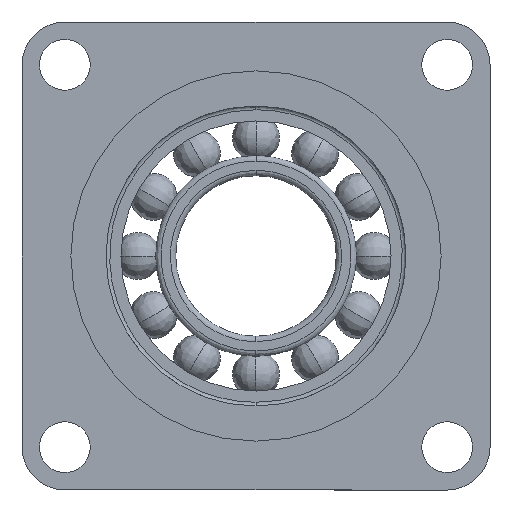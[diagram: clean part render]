
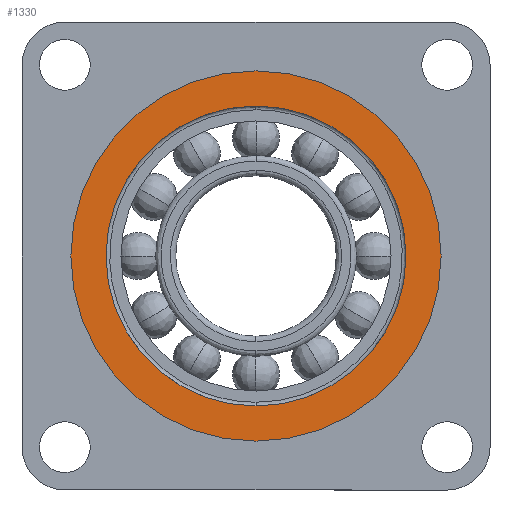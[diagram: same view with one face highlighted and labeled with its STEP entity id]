
A CAD part, left-side view. The second image highlights one B-rep face of the part: STEP entity #1330.
In plain terms, the highlighted planar face has unit normal (-1, 0, 0).
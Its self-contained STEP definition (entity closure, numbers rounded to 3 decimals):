
#207 = EDGE_CURVE ( 'NONE', #5316, #6623, #795, .T. ) ;
#236 = CARTESIAN_POINT ( 'NONE',  ( -63.7, 56.086, 0. ) ) ;
#629 = CARTESIAN_POINT ( 'NONE',  ( -63.7, 0., 0. ) ) ;
#795 = CIRCLE ( 'NONE', #6032, 56.086 ) ;
#1100 = DIRECTION ( 'NONE',  ( 1., 0., 0. ) ) ;
#1246 = ORIENTED_EDGE ( 'NONE', *, *, #3957, .T. ) ;
#1330 = ADVANCED_FACE ( 'NONE', ( #3914, #3778 ), #5219, .T. ) ;
#1364 = AXIS2_PLACEMENT_3D ( 'NONE', #1852, #1100, #4545 ) ;
#1510 = EDGE_CURVE ( 'NONE', #3600, #3838, #8799, .T. ) ;
#1736 = DIRECTION ( 'NONE',  ( -1., 0., 0. ) ) ;
#1852 = CARTESIAN_POINT ( 'NONE',  ( -63.7, 0., 0. ) ) ;
#2125 = DIRECTION ( 'NONE',  ( 1., 0., 0. ) ) ;
#2465 = CARTESIAN_POINT ( 'NONE',  ( -63.7, 0., -56.086 ) ) ;
#2827 = CIRCLE ( 'NONE', #8341, 69.229 ) ;
#3486 = CIRCLE ( 'NONE', #1364, 56.086 ) ;
#3571 = AXIS2_PLACEMENT_3D ( 'NONE', #236, #1736, #6769 ) ;
#3600 = VERTEX_POINT ( 'NONE', #3986 ) ;
#3778 = FACE_BOUND ( 'NONE', #5114, .T. ) ;
#3838 = VERTEX_POINT ( 'NONE', #7351 ) ;
#3914 = FACE_OUTER_BOUND ( 'NONE', #7326, .T. ) ;
#3957 = EDGE_CURVE ( 'NONE', #6623, #5316, #3486, .T. ) ;
#3986 = CARTESIAN_POINT ( 'NONE',  ( -63.7, 0., 69.229 ) ) ;
#4248 = CARTESIAN_POINT ( 'NONE',  ( -63.7, 0., 56.086 ) ) ;
#4545 = DIRECTION ( 'NONE',  ( 0., 0., -1. ) ) ;
#4739 = CARTESIAN_POINT ( 'NONE',  ( -63.7, 0., 0. ) ) ;
#4763 = AXIS2_PLACEMENT_3D ( 'NONE', #4739, #8914, #7507 ) ;
#4842 = CARTESIAN_POINT ( 'NONE',  ( -63.7, 0., 0. ) ) ;
#5114 = EDGE_LOOP ( 'NONE', ( #1246, #8290 ) ) ;
#5219 = PLANE ( 'NONE',  #3571 ) ;
#5316 = VERTEX_POINT ( 'NONE', #4248 ) ;
#6032 = AXIS2_PLACEMENT_3D ( 'NONE', #629, #2125, #7813 ) ;
#6586 = ORIENTED_EDGE ( 'NONE', *, *, #1510, .T. ) ;
#6623 = VERTEX_POINT ( 'NONE', #2465 ) ;
#6769 = DIRECTION ( 'NONE',  ( 0., 0., 1. ) ) ;
#6952 = DIRECTION ( 'NONE',  ( -1., 0., 0. ) ) ;
#7326 = EDGE_LOOP ( 'NONE', ( #6586, #9165 ) ) ;
#7351 = CARTESIAN_POINT ( 'NONE',  ( -63.7, 0., -69.229 ) ) ;
#7507 = DIRECTION ( 'NONE',  ( 0., 0., 1. ) ) ;
#7813 = DIRECTION ( 'NONE',  ( 0., 0., -1. ) ) ;
#8287 = EDGE_CURVE ( 'NONE', #3838, #3600, #2827, .T. ) ;
#8290 = ORIENTED_EDGE ( 'NONE', *, *, #207, .T. ) ;
#8341 = AXIS2_PLACEMENT_3D ( 'NONE', #4842, #6952, #9099 ) ;
#8799 = CIRCLE ( 'NONE', #4763, 69.229 ) ;
#8914 = DIRECTION ( 'NONE',  ( -1., 0., 0. ) ) ;
#9099 = DIRECTION ( 'NONE',  ( 0., 0., 1. ) ) ;
#9165 = ORIENTED_EDGE ( 'NONE', *, *, #8287, .T. ) ;
